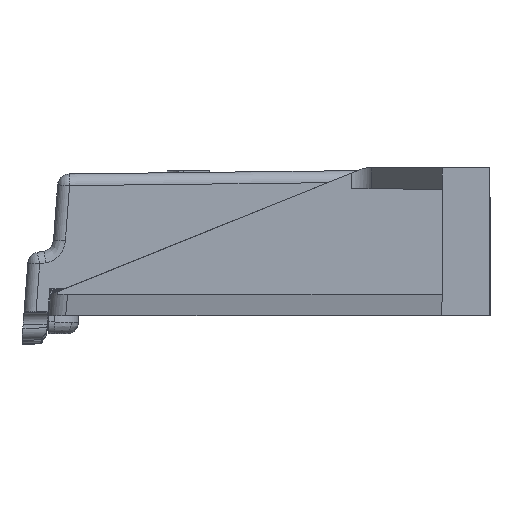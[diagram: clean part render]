
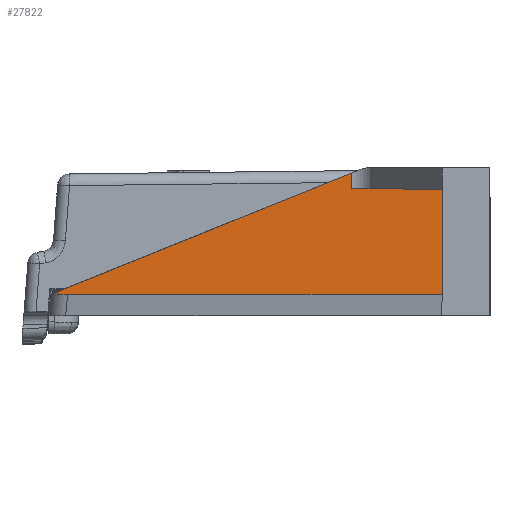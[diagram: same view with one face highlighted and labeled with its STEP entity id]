
A CAD part, left-side view. The second image highlights one B-rep face of the part: STEP entity #27822.
In plain terms, the highlighted planar face has unit normal (-1, 0, 0).
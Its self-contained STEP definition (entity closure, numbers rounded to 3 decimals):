
#360 = CARTESIAN_POINT ( 'NONE',  ( -31.3, -6.5, 12.4 ) ) ;
#697 = VECTOR ( 'NONE', #16589, 1000. ) ;
#1289 = VECTOR ( 'NONE', #28961, 1000. ) ;
#2672 = ORIENTED_EDGE ( 'NONE', *, *, #27033, .T. ) ;
#5540 = CARTESIAN_POINT ( 'NONE',  ( -31.3, -6.5, 1.8 ) ) ;
#6069 = CARTESIAN_POINT ( 'NONE',  ( -31.3, 25.673, 2.053 ) ) ;
#6123 = DIRECTION ( 'NONE',  ( -1., 0., 0. ) ) ;
#7097 = CARTESIAN_POINT ( 'NONE',  ( -31.3, -10.5, 1.8 ) ) ;
#7381 = DIRECTION ( 'NONE',  ( 0., 0., -1. ) ) ;
#8041 =( BOUNDED_CURVE ( )  B_SPLINE_CURVE ( 3, ( #29558, #25180, #8111, #17597 ),
 .UNSPECIFIED., .F., .F. ) 
 B_SPLINE_CURVE_WITH_KNOTS ( ( 4, 4 ),
 ( 2.368, 2.371 ),
 .UNSPECIFIED. ) 
 CURVE ( )  GEOMETRIC_REPRESENTATION_ITEM ( )  RATIONAL_B_SPLINE_CURVE ( ( 1., 1., 1., 1. ) ) 
 REPRESENTATION_ITEM ( '' )  );
#8111 = CARTESIAN_POINT ( 'NONE',  ( -31.3, 25.685, 1.884 ) ) ;
#8592 = CARTESIAN_POINT ( 'NONE',  ( -31.3, 1.085, 11.963 ) ) ;
#9016 = VERTEX_POINT ( 'NONE', #30735 ) ;
#9882 = LINE ( 'NONE', #7097, #697 ) ;
#10612 = VECTOR ( 'NONE', #23795, 1000. ) ;
#11246 = CARTESIAN_POINT ( 'NONE',  ( -31.3, 0., 0. ) ) ;
#13085 = VERTEX_POINT ( 'NONE', #8592 ) ;
#13260 = CARTESIAN_POINT ( 'NONE',  ( -31.3, 25.691, 1.8 ) ) ;
#13746 = EDGE_LOOP ( 'NONE', ( #25306, #24609, #2672, #26692, #19490, #23868 ) ) ;
#13887 = CARTESIAN_POINT ( 'NONE',  ( -31.3, 1.085, 10.666 ) ) ;
#14300 = CARTESIAN_POINT ( 'NONE',  ( -31.3, -6.5, 10.6 ) ) ;
#14498 = LINE ( 'NONE', #28806, #28650 ) ;
#15995 = EDGE_CURVE ( 'NONE', #20725, #13085, #14498, .T. ) ;
#16102 = VERTEX_POINT ( 'NONE', #6069 ) ;
#16432 = EDGE_CURVE ( 'NONE', #9016, #20725, #28463, .T. ) ;
#16589 = DIRECTION ( 'NONE',  ( 0., -1., 0. ) ) ;
#17434 = VECTOR ( 'NONE', #7381, 1000. ) ;
#17597 = CARTESIAN_POINT ( 'NONE',  ( -31.3, 25.691, 1.8 ) ) ;
#19486 = LINE ( 'NONE', #24284, #1289 ) ;
#19490 = ORIENTED_EDGE ( 'NONE', *, *, #25316, .T. ) ;
#19738 = EDGE_CURVE ( 'NONE', #16102, #27873, #8041, .T. ) ;
#20356 = EDGE_CURVE ( 'NONE', #9016, #26453, #21223, .T. ) ;
#20586 = FACE_OUTER_BOUND ( 'NONE', #13746, .T. ) ;
#20725 = VERTEX_POINT ( 'NONE', #13887 ) ;
#21223 = LINE ( 'NONE', #360, #17434 ) ;
#23075 = PLANE ( 'NONE',  #24639 ) ;
#23795 = DIRECTION ( 'NONE',  ( 0., 1., 0.009 ) ) ;
#23868 = ORIENTED_EDGE ( 'NONE', *, *, #20356, .F. ) ;
#23992 = DIRECTION ( 'NONE',  ( 0., 0., 1. ) ) ;
#24284 = CARTESIAN_POINT ( 'NONE',  ( -31.3, 4.299, 10.667 ) ) ;
#24609 = ORIENTED_EDGE ( 'NONE', *, *, #15995, .T. ) ;
#24639 = AXIS2_PLACEMENT_3D ( 'NONE', #11246, #6123, #27893 ) ;
#25180 = CARTESIAN_POINT ( 'NONE',  ( -31.3, 25.679, 1.968 ) ) ;
#25306 = ORIENTED_EDGE ( 'NONE', *, *, #16432, .T. ) ;
#25316 = EDGE_CURVE ( 'NONE', #27873, #26453, #9882, .T. ) ;
#26453 = VERTEX_POINT ( 'NONE', #5540 ) ;
#26692 = ORIENTED_EDGE ( 'NONE', *, *, #19738, .T. ) ;
#27033 = EDGE_CURVE ( 'NONE', #13085, #16102, #19486, .T. ) ;
#27822 = ADVANCED_FACE ( 'NONE', ( #20586 ), #23075, .T. ) ;
#27873 = VERTEX_POINT ( 'NONE', #13260 ) ;
#27893 = DIRECTION ( 'NONE',  ( 0., 0., 1. ) ) ;
#28463 = LINE ( 'NONE', #14300, #10612 ) ;
#28650 = VECTOR ( 'NONE', #23992, 1000. ) ;
#28806 = CARTESIAN_POINT ( 'NONE',  ( -31.3, 1.085, 12.4 ) ) ;
#28961 = DIRECTION ( 'NONE',  ( 0., 0.928, -0.374 ) ) ;
#29558 = CARTESIAN_POINT ( 'NONE',  ( -31.3, 25.673, 2.053 ) ) ;
#30735 = CARTESIAN_POINT ( 'NONE',  ( -31.3, -6.5, 10.6 ) ) ;
